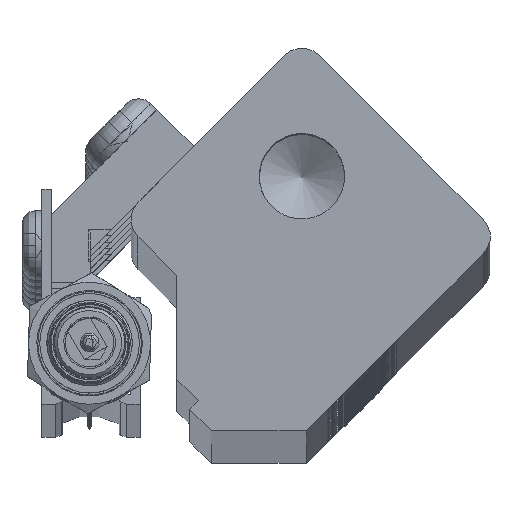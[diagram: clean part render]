
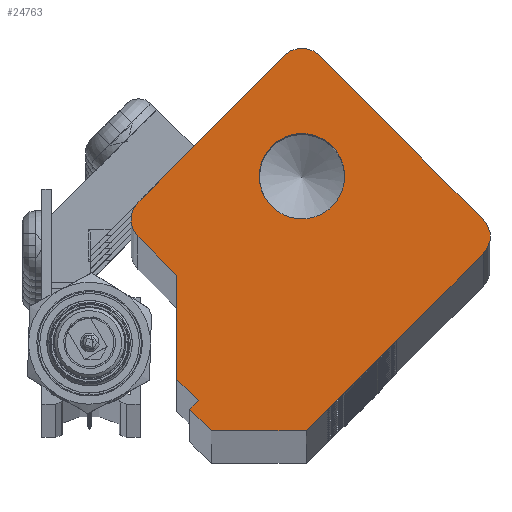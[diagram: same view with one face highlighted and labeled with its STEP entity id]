
A CAD part, top view. The second image highlights one B-rep face of the part: STEP entity #24763.
In plain terms, the highlighted planar face has unit normal (0, 0, 1).
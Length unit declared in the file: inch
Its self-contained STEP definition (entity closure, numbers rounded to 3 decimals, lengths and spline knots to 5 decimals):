
#1745=FACE_BOUND('',#4787,.T.);
#2899=FACE_OUTER_BOUND('',#4786,.T.);
#4786=EDGE_LOOP('',(#19554,#19555,#19556,#19557,#19558,#19559,#19560,#19561,
#19562,#19563,#19564,#19565));
#4787=EDGE_LOOP('',(#19566));
#6133=LINE('',#39646,#7710);
#6186=LINE('',#40045,#7763);
#6189=LINE('',#40051,#7766);
#6191=LINE('',#40054,#7768);
#6211=LINE('',#40151,#7788);
#6305=LINE('',#40665,#7882);
#6308=LINE('',#40669,#7885);
#6311=LINE('',#40675,#7888);
#6314=LINE('',#40687,#7891);
#7710=VECTOR('',#32089,0.3937);
#7763=VECTOR('',#32582,0.3937);
#7766=VECTOR('',#32587,0.3937);
#7768=VECTOR('',#32591,0.3937);
#7788=VECTOR('',#32697,0.3937);
#7882=VECTOR('',#33289,0.3937);
#7885=VECTOR('',#33294,0.3937);
#7888=VECTOR('',#33299,0.3937);
#7891=VECTOR('',#33316,0.3937);
#9007=CIRCLE('',#27021,0.125);
#9021=CIRCLE('',#27056,0.21875);
#9193=CIRCLE('',#27321,0.125);
#9195=CIRCLE('',#27324,0.125);
#10655=VERTEX_POINT('',#39639);
#10658=VERTEX_POINT('',#39644);
#10781=VERTEX_POINT('',#40035);
#10782=VERTEX_POINT('',#40037);
#10784=VERTEX_POINT('',#40043);
#10786=VERTEX_POINT('',#40049);
#10812=VERTEX_POINT('',#40125);
#10819=VERTEX_POINT('',#40148);
#10820=VERTEX_POINT('',#40150);
#10990=VERTEX_POINT('',#40662);
#10991=VERTEX_POINT('',#40664);
#10993=VERTEX_POINT('',#40673);
#10995=VERTEX_POINT('',#40682);
#13479=EDGE_CURVE('',#10655,#10658,#6133,.T.);
#13650=EDGE_CURVE('',#10782,#10781,#9007,.T.);
#13654=EDGE_CURVE('',#10658,#10784,#6186,.T.);
#13657=EDGE_CURVE('',#10784,#10786,#6189,.T.);
#13659=EDGE_CURVE('',#10786,#10782,#6191,.T.);
#13692=EDGE_CURVE('',#10812,#10812,#9021,.T.);
#13704=EDGE_CURVE('',#10819,#10820,#6211,.T.);
#13963=EDGE_CURVE('',#10990,#10991,#6305,.T.);
#13966=EDGE_CURVE('',#10655,#10990,#6308,.T.);
#13969=EDGE_CURVE('',#10781,#10993,#6311,.T.);
#13971=EDGE_CURVE('',#10820,#10993,#9193,.T.);
#13974=EDGE_CURVE('',#10995,#10819,#9195,.T.);
#13976=EDGE_CURVE('',#10991,#10995,#6314,.T.);
#19554=ORIENTED_EDGE('',*,*,#13976,.F.);
#19555=ORIENTED_EDGE('',*,*,#13963,.F.);
#19556=ORIENTED_EDGE('',*,*,#13966,.F.);
#19557=ORIENTED_EDGE('',*,*,#13479,.T.);
#19558=ORIENTED_EDGE('',*,*,#13654,.T.);
#19559=ORIENTED_EDGE('',*,*,#13657,.T.);
#19560=ORIENTED_EDGE('',*,*,#13659,.T.);
#19561=ORIENTED_EDGE('',*,*,#13650,.T.);
#19562=ORIENTED_EDGE('',*,*,#13969,.T.);
#19563=ORIENTED_EDGE('',*,*,#13971,.F.);
#19564=ORIENTED_EDGE('',*,*,#13704,.F.);
#19565=ORIENTED_EDGE('',*,*,#13974,.F.);
#19566=ORIENTED_EDGE('',*,*,#13692,.T.);
#21919=PLANE('',#27326);
#24763=ADVANCED_FACE('',(#2899,#1745),#21919,.F.);
#27021=AXIS2_PLACEMENT_3D('',#40038,#32575,#32576);
#27056=AXIS2_PLACEMENT_3D('',#40127,#32669,#32670);
#27321=AXIS2_PLACEMENT_3D('',#40678,#33304,#33305);
#27324=AXIS2_PLACEMENT_3D('',#40684,#33311,#33312);
#27326=AXIS2_PLACEMENT_3D('',#40688,#33317,#33318);
#32089=DIRECTION('',(-0.707,-0.707,0.));
#32575=DIRECTION('center_axis',(0.,0.,
1.));
#32576=DIRECTION('ref_axis',(-0.707,-0.707,0.));
#32582=DIRECTION('',(0.707,-0.707,0.));
#32587=DIRECTION('',(1.,0.,0.));
#32591=DIRECTION('',(0.707,0.707,0.));
#32669=DIRECTION('center_axis',(0.,0.,
-1.));
#32670=DIRECTION('ref_axis',(0.707,-0.707,0.));
#32697=DIRECTION('',(0.707,0.707,0.));
#33289=DIRECTION('',(0.,1.,0.));
#33294=DIRECTION('',(-0.707,0.707,0.));
#33299=DIRECTION('',(-0.707,0.707,0.));
#33304=DIRECTION('center_axis',(0.,0.,
-1.));
#33305=DIRECTION('ref_axis',(-0.707,0.707,0.));
#33311=DIRECTION('center_axis',(0.,0.,
-1.));
#33312=DIRECTION('ref_axis',(-0.707,-0.707,0.));
#33316=DIRECTION('',(-0.707,0.707,0.));
#33317=DIRECTION('center_axis',(0.,0.,
-1.));
#33318=DIRECTION('ref_axis',(-0.707,0.707,0.));
#39639=CARTESIAN_POINT('',(-0.51097,-1.02538,47.8125));
#39644=CARTESIAN_POINT('',(-0.55517,-1.06957,47.8125));
#39646=CARTESIAN_POINT('',(0.68227,0.16787,47.8125));
#40035=CARTESIAN_POINT('',(0.94744,-0.0973,47.8125));
#40037=CARTESIAN_POINT('',(0.94744,-0.27407,47.8125));
#40038=CARTESIAN_POINT('Origin',(0.85905,-0.18569,47.8125));
#40043=CARTESIAN_POINT('',(-0.44486,-1.17988,47.8125));
#40045=CARTESIAN_POINT('',(-0.55517,-1.06957,47.8125));
#40049=CARTESIAN_POINT('',(0.04163,-1.17988,47.8125));
#40051=CARTESIAN_POINT('',(-0.44486,-1.17988,47.8125));
#40054=CARTESIAN_POINT('',(0.04163,-1.17988,47.8125));
#40125=CARTESIAN_POINT('',(-0.13532,0.27835,47.8125));
#40127=CARTESIAN_POINT('Origin',(0.01936,0.12367,47.8125));
#40148=CARTESIAN_POINT('',(-0.82033,-0.00891,47.8125));
#40150=CARTESIAN_POINT('',(-0.06903,0.74239,47.8125));
#40151=CARTESIAN_POINT('',(-0.82033,-0.00891,47.8125));
#40662=CARTESIAN_POINT('',(-0.62146,-0.91489,47.8125));
#40664=CARTESIAN_POINT('',(-0.62146,-0.38456,47.8125));
#40665=CARTESIAN_POINT('',(-0.62146,-0.91489,47.8125));
#40669=CARTESIAN_POINT('',(-0.51097,-1.02538,47.8125));
#40673=CARTESIAN_POINT('',(0.10775,0.74239,47.8125));
#40675=CARTESIAN_POINT('',(0.94744,-0.0973,47.8125));
#40678=CARTESIAN_POINT('Origin',(0.01936,0.654,47.8125));
#40682=CARTESIAN_POINT('',(-0.82033,-0.18569,47.8125));
#40684=CARTESIAN_POINT('Origin',(-0.73194,-0.0973,
47.8125));
#40687=CARTESIAN_POINT('',(-0.62146,-0.38456,47.8125));
#40688=CARTESIAN_POINT('Origin',(-0.16033,-0.08318,
47.8125));
